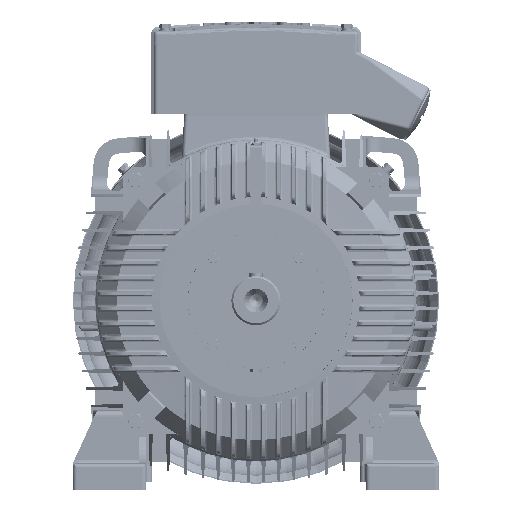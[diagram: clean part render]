
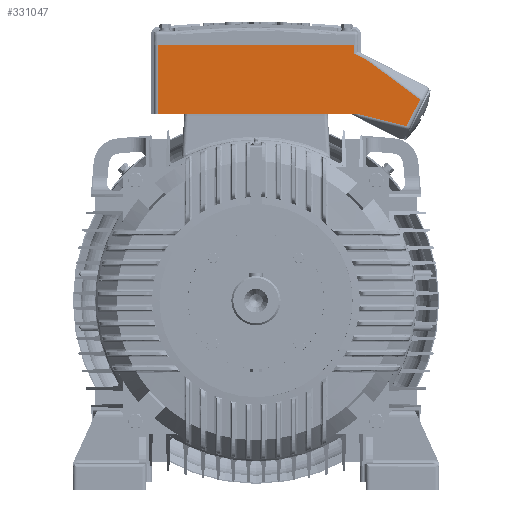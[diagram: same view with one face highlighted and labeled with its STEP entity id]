
A CAD part, front view. The second image highlights one B-rep face of the part: STEP entity #331047.
In plain terms, the highlighted planar face has unit normal (0, -1, 0).
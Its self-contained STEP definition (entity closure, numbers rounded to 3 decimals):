
#323777=DIRECTION('',(1.,0.,0.));
#323778=VECTOR('',#323777,260.);
#323779=CARTESIAN_POINT('',(-130.,0.,337.));
#323780=LINE('',#323779,#323778);
#324004=DIRECTION('',(0.,0.,-1.));
#324005=VECTOR('',#324004,11.064);
#324006=CARTESIAN_POINT('',(130.,0.,337.));
#324007=LINE('',#324006,#324005);
#324053=DIRECTION('',(-0.891,0.,0.454));
#324054=VECTOR('',#324053,20.102);
#324055=CARTESIAN_POINT('',(147.911,0.,
316.81));
#324056=LINE('',#324055,#324054);
#324057=DIRECTION('',(-0.803,0.,0.596));
#324058=VECTOR('',#324057,85.697);
#324059=CARTESIAN_POINT('',(216.719,0.,
265.728));
#324060=LINE('',#324059,#324058);
#324061=DIRECTION('',(0.454,0.,0.891));
#324062=VECTOR('',#324061,39.7);
#324063=CARTESIAN_POINT('',(198.695,0.,230.354));
#324064=LINE('',#324063,#324062);
#324065=DIRECTION('',(0.97,0.,-0.245));
#324066=VECTOR('',#324065,63.123);
#324067=CARTESIAN_POINT('',(137.491,0.,
245.801));
#324068=LINE('',#324067,#324066);
#324069=DIRECTION('',(0.891,0.,-0.454));
#324070=VECTOR('',#324069,2.642);
#324071=CARTESIAN_POINT('',(135.138,0.,247.));
#324072=LINE('',#324071,#324070);
#324262=DIRECTION('',(-1.,0.,0.));
#324263=VECTOR('',#324262,265.138);
#324264=CARTESIAN_POINT('',(135.138,0.,247.));
#324265=LINE('',#324264,#324263);
#324407=DIRECTION('',(0.,0.,1.));
#324408=VECTOR('',#324407,90.);
#324409=CARTESIAN_POINT('',(-130.,0.,247.));
#324410=LINE('',#324409,#324408);
#329542=CARTESIAN_POINT('',(147.911,0.,
316.81));
#329544=VERTEX_POINT('',#329542);
#329788=CARTESIAN_POINT('',(130.,0.,325.936));
#329789=VERTEX_POINT('',#329788);
#329790=CARTESIAN_POINT('',(130.,0.,337.));
#329791=VERTEX_POINT('',#329790);
#329792=CARTESIAN_POINT('',(-130.,0.,337.));
#329793=VERTEX_POINT('',#329792);
#329794=CARTESIAN_POINT('',(-130.,0.,247.));
#329795=VERTEX_POINT('',#329794);
#329796=CARTESIAN_POINT('',(135.138,0.,247.));
#329797=CARTESIAN_POINT('',(137.491,0.,
245.801));
#329798=VERTEX_POINT('',#329796);
#329799=VERTEX_POINT('',#329797);
#329800=CARTESIAN_POINT('',(198.695,0.,230.354));
#329801=VERTEX_POINT('',#329800);
#329802=CARTESIAN_POINT('',(216.719,0.,
265.728));
#329803=VERTEX_POINT('',#329802);
#331026=CARTESIAN_POINT('',(0.,0.,292.));
#331027=DIRECTION('',(0.,-1.,0.));
#331028=DIRECTION('',(0.,0.,-1.));
#331029=AXIS2_PLACEMENT_3D('',#331026,#331027,#331028);
#331030=PLANE('',#331029);
#331031=ORIENTED_EDGE('',*,*,#330976,.F.);
#331032=ORIENTED_EDGE('',*,*,#331013,.F.);
#331034=ORIENTED_EDGE('',*,*,#331033,.F.);
#331036=ORIENTED_EDGE('',*,*,#331035,.F.);
#331038=ORIENTED_EDGE('',*,*,#331037,.F.);
#331040=ORIENTED_EDGE('',*,*,#331039,.T.);
#331042=ORIENTED_EDGE('',*,*,#331041,.T.);
#331043=ORIENTED_EDGE('',*,*,#330703,.T.);
#331044=ORIENTED_EDGE('',*,*,#330960,.T.);
#331045=EDGE_LOOP('',(#331031,#331032,#331034,#331036,#331038,#331040,#331042,
#331043,#331044));
#331046=FACE_OUTER_BOUND('',#331045,.F.);
#331047=ADVANCED_FACE('',(#331046),#331030,.T.);
#330703=EDGE_CURVE('',#329793,#329791,#323780,.T.);
#330960=EDGE_CURVE('',#329791,#329789,#324007,.T.);
#330976=EDGE_CURVE('',#329544,#329789,#324056,.T.);
#331013=EDGE_CURVE('',#329803,#329544,#324060,.T.);
#331033=EDGE_CURVE('',#329801,#329803,#324064,.T.);
#331035=EDGE_CURVE('',#329799,#329801,#324068,.T.);
#331037=EDGE_CURVE('',#329798,#329799,#324072,.T.);
#331039=EDGE_CURVE('',#329798,#329795,#324265,.T.);
#331041=EDGE_CURVE('',#329795,#329793,#324410,.T.);
